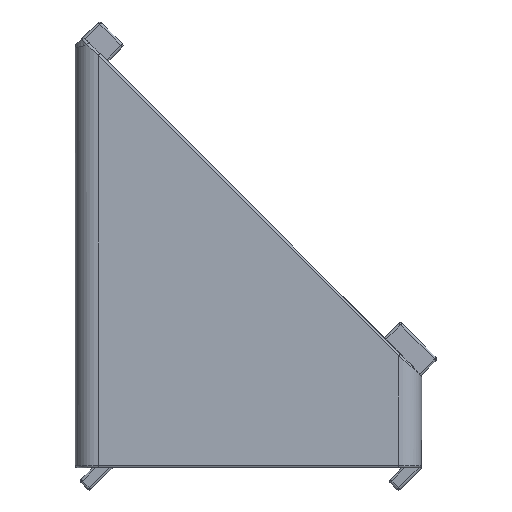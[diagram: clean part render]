
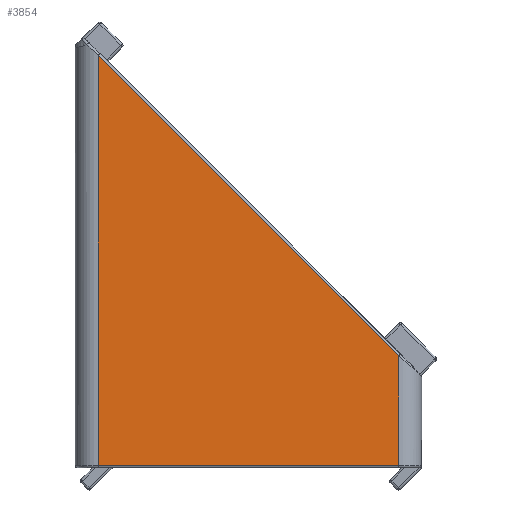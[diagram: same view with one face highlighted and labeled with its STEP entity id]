
A CAD part, left-side view. The second image highlights one B-rep face of the part: STEP entity #3854.
In plain terms, the highlighted planar face has unit normal (-1, 0, 0).
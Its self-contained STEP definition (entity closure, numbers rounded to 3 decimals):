
#48=PLANE('',#4230);
#220=LINE('',#8477,#472);
#222=LINE('',#8572,#474);
#223=LINE('',#8573,#475);
#224=LINE('',#8574,#476);
#472=VECTOR('',#4926,1000.);
#474=VECTOR('',#4934,1000.);
#475=VECTOR('',#4935,1000.);
#476=VECTOR('',#4936,1000.);
#952=FACE_OUTER_BOUND('',#1226,.T.);
#1226=EDGE_LOOP('',(#2873,#2874,#2875,#2876));
#1870=VERTEX_POINT('',#8475);
#1871=VERTEX_POINT('',#8476);
#1875=VERTEX_POINT('',#8570);
#1876=VERTEX_POINT('',#8571);
#2241=EDGE_CURVE('',#1870,#1871,#220,.T.);
#2246=EDGE_CURVE('',#1875,#1876,#222,.T.);
#2247=EDGE_CURVE('',#1875,#1870,#223,.T.);
#2248=EDGE_CURVE('',#1871,#1876,#224,.T.);
#2873=ORIENTED_EDGE('',*,*,#2246,.F.);
#2874=ORIENTED_EDGE('',*,*,#2247,.T.);
#2875=ORIENTED_EDGE('',*,*,#2241,.T.);
#2876=ORIENTED_EDGE('',*,*,#2248,.T.);
#3854=ADVANCED_FACE('',(#952),#48,.F.);
#4230=AXIS2_PLACEMENT_3D('',#8569,#4932,#4933);
#4926=DIRECTION('',(0.,0.,-1.));
#4932=DIRECTION('center_axis',(1.,0.,0.));
#4933=DIRECTION('ref_axis',(0.,0.,-1.));
#4934=DIRECTION('',(0.,0.,-1.));
#4935=DIRECTION('',(0.,0.707,0.707));
#4936=DIRECTION('',(0.,-1.,0.));
#8475=CARTESIAN_POINT('',(-15.,13.,35.717));
#8476=CARTESIAN_POINT('',(-15.,13.,0.2));
#8477=CARTESIAN_POINT('',(-15.,13.,38.));
#8569=CARTESIAN_POINT('Origin',(-15.,13.,38.));
#8570=CARTESIAN_POINT('',(-15.,-13.,9.717));
#8571=CARTESIAN_POINT('',(-15.,-13.,0.2));
#8572=CARTESIAN_POINT('',(-15.,-13.,38.));
#8573=CARTESIAN_POINT('',(-15.,14.141,36.859));
#8574=CARTESIAN_POINT('',(-15.,13.,0.2));
